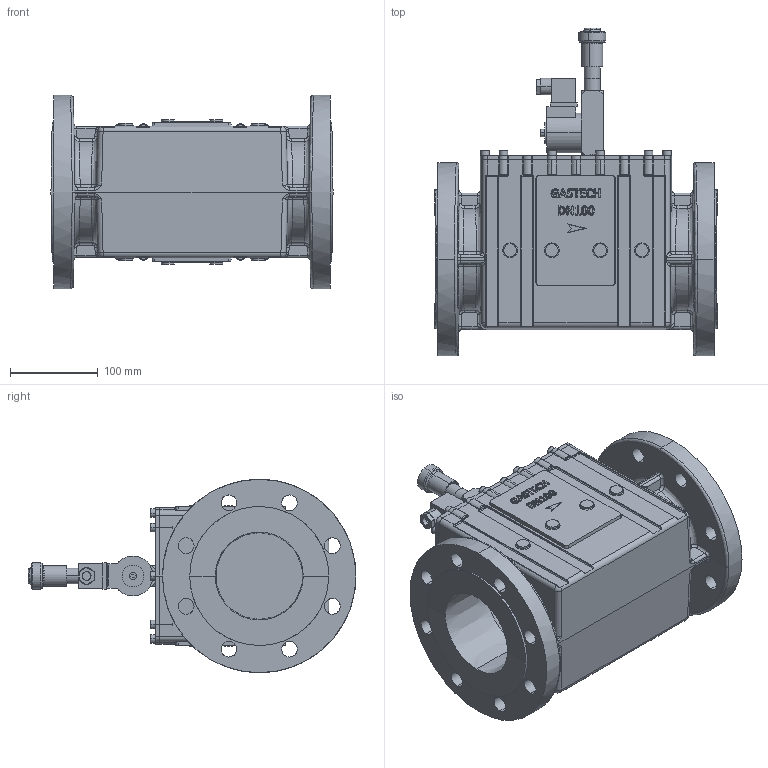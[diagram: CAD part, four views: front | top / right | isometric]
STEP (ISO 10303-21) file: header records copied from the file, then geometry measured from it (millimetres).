
FILE_DESCRIPTION (( 'STEP AP203' ), '1' );
FILE_NAME ('SV100C.STEP', '2023-08-17T06:12:09', ( '' ), ( '' ), 'SwSTEP 2.0', 'SolidWorks 2018', '' );
FILE_SCHEMA (( 'CONFIG_CONTROL_DESIGN' ));
Length unit declared in the file: millimetre
Products named in the file (1): SV100C
Bounding box: 320.84 x 372.89 x 220 mm (x, y, z)
Volume: 3927237.3 mm3; surface area: 682300.5 mm2
Topology: 23 solids, 23 shells, 2048 faces, 5106 edges, 3225 vertices
Faces by surface type: plane 787, cylinder 601, bspline 454, cone 90, torus 84, sphere 32
Entity records: 92718 total; most frequent: CARTESIAN_POINT 47960, ORIENTED_EDGE 10200, DIRECTION 7907, EDGE_CURVE 5100, VERTEX_POINT 3225, AXIS2_PLACEMENT_3D 2765, VECTOR 2377, LINE 2377
